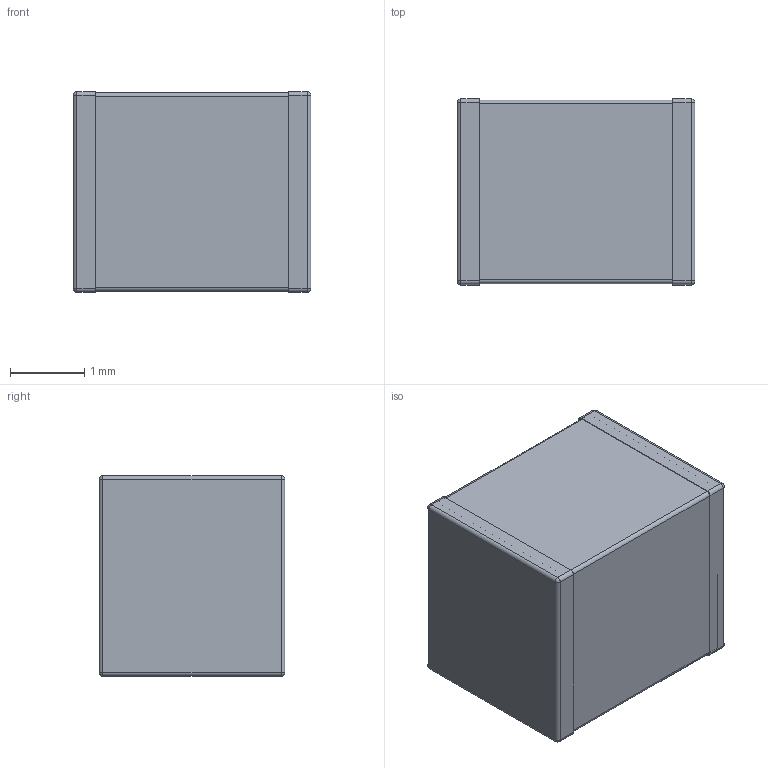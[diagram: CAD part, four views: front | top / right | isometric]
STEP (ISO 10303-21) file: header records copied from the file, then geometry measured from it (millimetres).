
FILE_DESCRIPTION( ( '' ), ' ' );
FILE_NAME( '5bb8f0d0384ed714157f5f25.step', '2018-10-06T17:28:48', ( '' ), ( '' ), ' ', ' ', ' ' );
FILE_SCHEMA( ( 'AUTOMOTIVE_DESIGN { 1 0 10303 214 1 1 1 1 }' ) );
Length unit declared in the file: metre
Products named in the file (3): Part 3; Part 2; Part 1
Bounding box: 3.2 x 2.5 x 2.7 mm (x, y, z)
Surface area: 75.5 mm2
Topology: 3 solids, 3 shells, 46 faces, 104 edges, 56 vertices
Faces by surface type: cylinder 20, plane 18, sphere 8
Entity records: 1612 total; most frequent: DIRECTION 234, CARTESIAN_POINT 201, ORIENTED_EDGE 192, EDGE_CURVE 96, AXIS2_PLACEMENT_3D 89, VERTEX_POINT 56, LINE 56, VECTOR 56
